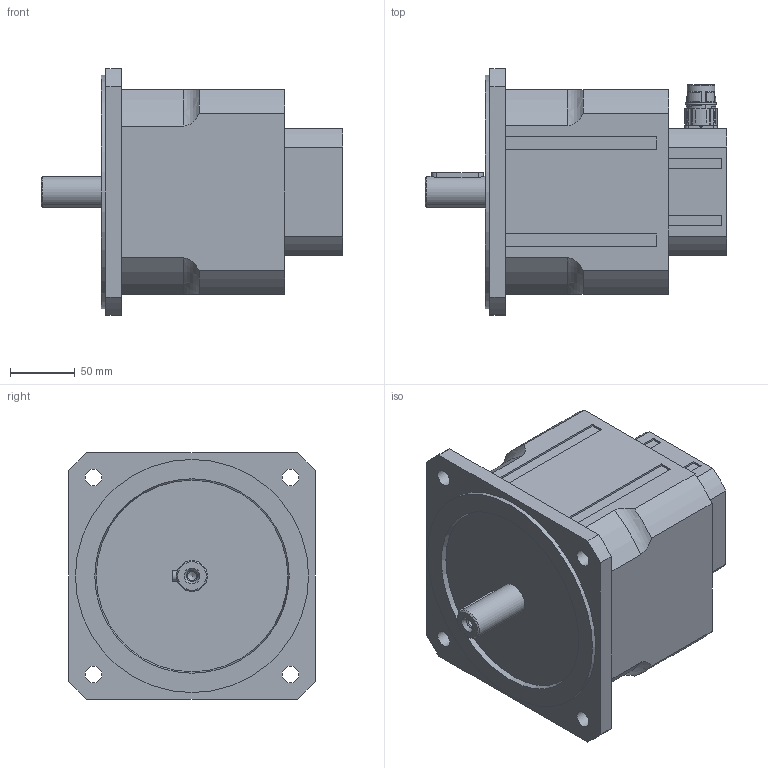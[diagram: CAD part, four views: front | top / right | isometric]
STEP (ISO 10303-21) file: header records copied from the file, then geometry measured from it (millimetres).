
FILE_DESCRIPTION((''),'2;1');
FILE_NAME('N6025 00 P Z_2400.stp','2012-05-04T09:50:08',('oslejsek'),(''),'Autodesk Inventor 2012','Autodesk Inventor 2012','');
FILE_SCHEMA(('AUTOMOTIVE_DESIGN { 1 0 10303 214 1 1 1 1 }'));
Length unit declared in the file: millimetre
Products named in the file (5): N6025 00 P Z_2400; N6025 00 P_2400; RES_110609; MOT_114773; DIN 6885 A A 8 x 7 x 40
Assembly tree (4 placements, depth 2):
  N6025 00 P Z_2400
    N6025 00 P_2400
    RES_110609
    MOT_114773
    DIN 6885 A A 8 x 7 x 40
Bounding box: 233 x 190 x 190 mm (x, y, z)
Volume: 3910851.6 mm3; surface area: 194867.2 mm2
Topology: 4 solids, 4 shells, 1631 faces, 4077 edges, 2520 vertices
Faces by surface type: cylinder 509, plane 454, bspline 315, torus 216, cone 84, sphere 53
Full cylindrical faces by diameter (mm): 1 x16, 1.18 x4, 1.3 x4, 1.75 x1, 1.945 x1, 2 x4, 2.013 x8, 2.15 x4, 2.7 x20, 2.8 x4, 3 x4, 5.8 x1, 6.647 x1, 8.4 x1, 13 x4, 17.4 x1, 17.5 x1, 17.7 x1, 19.8 x1, 20 x2, 21.15 x1, 21.5 x1, 21.6 x1, 22.643 x2, 24 x1, 180 x1
Entity records: 74243 total; most frequent: CARTESIAN_POINT 37851, ORIENTED_EDGE 7570, DIRECTION 7303, EDGE_CURVE 3785, AXIS2_PLACEMENT_3D 2985, VERTEX_POINT 2428, EDGE_LOOP 1945, CIRCLE 1640
